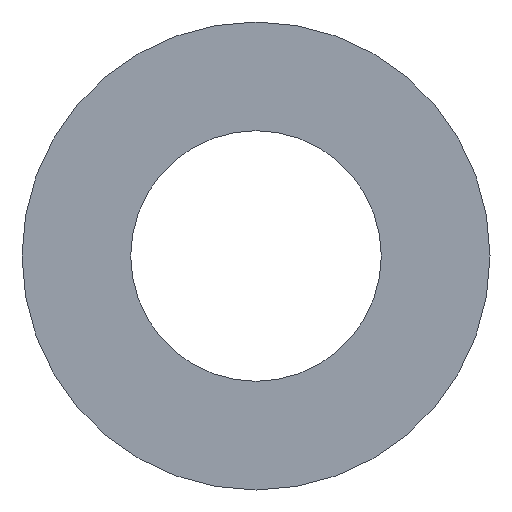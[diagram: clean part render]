
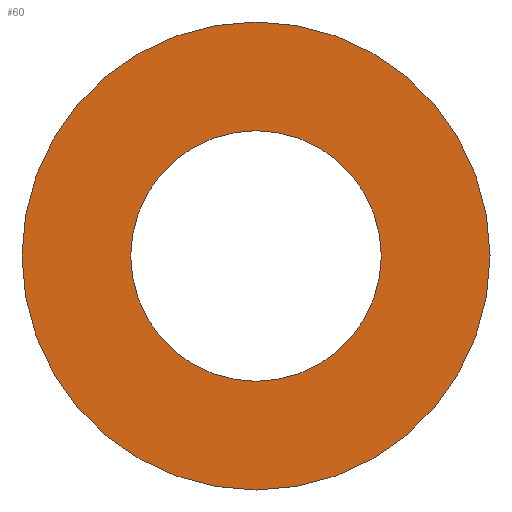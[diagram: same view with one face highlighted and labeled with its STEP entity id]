
A CAD part, front view. The second image highlights one B-rep face of the part: STEP entity #60.
In plain terms, the highlighted planar face has unit normal (0, -1, 0).
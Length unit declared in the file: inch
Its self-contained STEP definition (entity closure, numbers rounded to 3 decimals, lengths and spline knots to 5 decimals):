
#3 = EDGE_CURVE ( 'NONE', #94, #144, #55, .T. ) ;
#4 = DIRECTION ( 'NONE',  ( 0., 1., 0. ) ) ;
#5 = ORIENTED_EDGE ( 'NONE', *, *, #99, .F. ) ;
#9 = AXIS2_PLACEMENT_3D ( 'NONE', #157, #4, #48 ) ;
#10 = AXIS2_PLACEMENT_3D ( 'NONE', #201, #59, #188 ) ;
#30 = CIRCLE ( 'NONE', #143, 0.125 ) ;
#36 = ORIENTED_EDGE ( 'NONE', *, *, #132, .T. ) ;
#41 = DIRECTION ( 'NONE',  ( 0., 0., 1. ) ) ;
#48 = DIRECTION ( 'NONE',  ( 0., 0., 1. ) ) ;
#55 = CIRCLE ( 'NONE', #9, 0.125 ) ;
#59 = DIRECTION ( 'NONE',  ( 0., 1., 0. ) ) ;
#60 = ADVANCED_FACE ( 'NONE', ( #151, #85 ), #181, .F. ) ;
#67 = EDGE_LOOP ( 'NONE', ( #158, #5 ) ) ;
#70 = CARTESIAN_POINT ( 'NONE',  ( 0., 0., 0. ) ) ;
#81 = ORIENTED_EDGE ( 'NONE', *, *, #180, .T. ) ;
#85 = FACE_OUTER_BOUND ( 'NONE', #67, .T. ) ;
#86 = CARTESIAN_POINT ( 'NONE',  ( 0., 0., 0.125 ) ) ;
#94 = VERTEX_POINT ( 'NONE', #117 ) ;
#99 = EDGE_CURVE ( 'NONE', #144, #94, #30, .T. ) ;
#100 = DIRECTION ( 'NONE',  ( 0., 1., 0. ) ) ;
#107 = AXIS2_PLACEMENT_3D ( 'NONE', #121, #178, #137 ) ;
#117 = CARTESIAN_POINT ( 'NONE',  ( 0., 0., -0.125 ) ) ;
#120 = DIRECTION ( 'NONE',  ( 0., 0., 1. ) ) ;
#121 = CARTESIAN_POINT ( 'NONE',  ( 0., 0., 0. ) ) ;
#122 = DIRECTION ( 'NONE',  ( 0., 1., 0. ) ) ;
#128 = VERTEX_POINT ( 'NONE', #161 ) ;
#132 = EDGE_CURVE ( 'NONE', #128, #174, #146, .T. ) ;
#136 = CIRCLE ( 'NONE', #10, 0.06693 ) ;
#137 = DIRECTION ( 'NONE',  ( 0., 0., 1. ) ) ;
#143 = AXIS2_PLACEMENT_3D ( 'NONE', #148, #100, #41 ) ;
#144 = VERTEX_POINT ( 'NONE', #86 ) ;
#146 = CIRCLE ( 'NONE', #195, 0.06693 ) ;
#148 = CARTESIAN_POINT ( 'NONE',  ( 0., 0., 0. ) ) ;
#151 = FACE_BOUND ( 'NONE', #159, .T. ) ;
#157 = CARTESIAN_POINT ( 'NONE',  ( 0., 0., 0. ) ) ;
#158 = ORIENTED_EDGE ( 'NONE', *, *, #3, .F. ) ;
#159 = EDGE_LOOP ( 'NONE', ( #36, #81 ) ) ;
#161 = CARTESIAN_POINT ( 'NONE',  ( 0., 0., 0.06693 ) ) ;
#174 = VERTEX_POINT ( 'NONE', #198 ) ;
#178 = DIRECTION ( 'NONE',  ( 0., 1., 0. ) ) ;
#180 = EDGE_CURVE ( 'NONE', #174, #128, #136, .T. ) ;
#181 = PLANE ( 'NONE',  #107 ) ;
#188 = DIRECTION ( 'NONE',  ( 0., 0., 1. ) ) ;
#195 = AXIS2_PLACEMENT_3D ( 'NONE', #70, #122, #120 ) ;
#198 = CARTESIAN_POINT ( 'NONE',  ( 0., 0., -0.06693 ) ) ;
#201 = CARTESIAN_POINT ( 'NONE',  ( 0., 0., 0. ) ) ;
